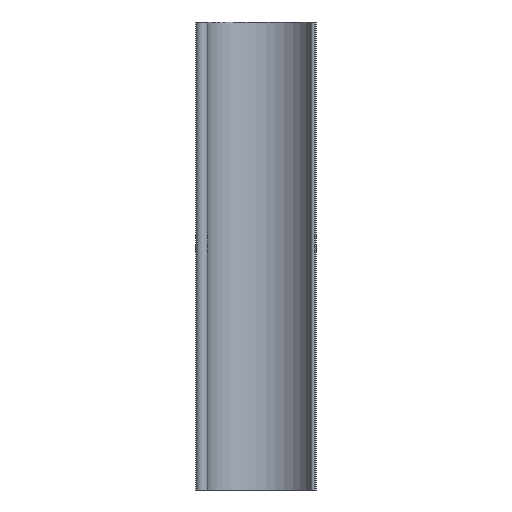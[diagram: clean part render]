
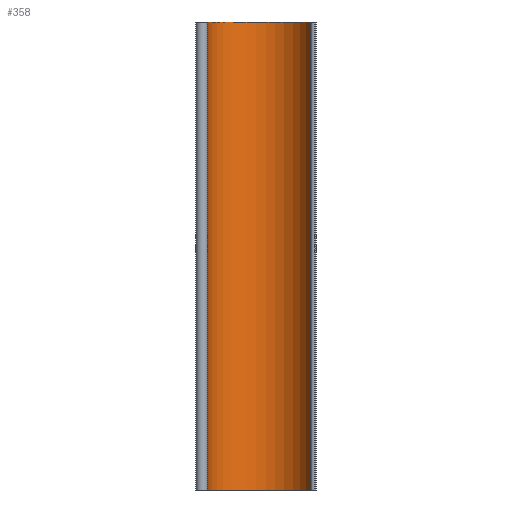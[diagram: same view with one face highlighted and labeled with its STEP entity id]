
A CAD part, left-side view. The second image highlights one B-rep face of the part: STEP entity #358.
In plain terms, the highlighted cylindrical face has radius 14 mm (diameter 28 mm), a partial arc.
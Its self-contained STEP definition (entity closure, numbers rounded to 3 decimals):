
#2 = FACE_OUTER_BOUND ( 'NONE', #608, .T. ) ;
#5 = EDGE_CURVE ( 'NONE', #57, #22, #615, .T. ) ;
#22 = VERTEX_POINT ( 'NONE', #146 ) ;
#32 = ORIENTED_EDGE ( 'NONE', *, *, #227, .F. ) ;
#57 = VERTEX_POINT ( 'NONE', #344 ) ;
#63 = DIRECTION ( 'NONE',  ( 0., 1., 0. ) ) ;
#87 = EDGE_CURVE ( 'NONE', #22, #659, #222, .T. ) ;
#96 = AXIS2_PLACEMENT_3D ( 'NONE', #421, #423, #480 ) ;
#106 = VECTOR ( 'NONE', #530, 1000. ) ;
#125 = ORIENTED_EDGE ( 'NONE', *, *, #5, .F. ) ;
#132 = LINE ( 'NONE', #466, #318 ) ;
#146 = CARTESIAN_POINT ( 'NONE',  ( 1.066, 13.959, 282.086 ) ) ;
#157 = CARTESIAN_POINT ( 'NONE',  ( 0., 0., 162.086 ) ) ;
#205 = DIRECTION ( 'NONE',  ( 0., 0., -1. ) ) ;
#222 = CIRCLE ( 'NONE', #261, 14. ) ;
#227 = EDGE_CURVE ( 'NONE', #659, #390, #132, .T. ) ;
#258 = CYLINDRICAL_SURFACE ( 'NONE', #96, 14. ) ;
#261 = AXIS2_PLACEMENT_3D ( 'NONE', #661, #360, #369 ) ;
#264 = EDGE_CURVE ( 'NONE', #57, #390, #519, .T. ) ;
#318 = VECTOR ( 'NONE', #467, 1000. ) ;
#344 = CARTESIAN_POINT ( 'NONE',  ( 1.066, 13.959, 162.086 ) ) ;
#358 = ADVANCED_FACE ( 'NONE', ( #2 ), #258, .F. ) ;
#360 = DIRECTION ( 'NONE',  ( 0., 0., -1. ) ) ;
#369 = DIRECTION ( 'NONE',  ( 0., 1., 0. ) ) ;
#390 = VERTEX_POINT ( 'NONE', #617 ) ;
#407 = ORIENTED_EDGE ( 'NONE', *, *, #87, .F. ) ;
#421 = CARTESIAN_POINT ( 'NONE',  ( 0., 0., 264.086 ) ) ;
#423 = DIRECTION ( 'NONE',  ( 0., 0., -1. ) ) ;
#447 = CARTESIAN_POINT ( 'NONE',  ( 6.056, -12.622, 282.086 ) ) ;
#466 = CARTESIAN_POINT ( 'NONE',  ( 6.056, -12.622, 264.086 ) ) ;
#467 = DIRECTION ( 'NONE',  ( 0., 0., -1. ) ) ;
#480 = DIRECTION ( 'NONE',  ( 0., 1., 0. ) ) ;
#519 = CIRCLE ( 'NONE', #650, 14. ) ;
#529 = ORIENTED_EDGE ( 'NONE', *, *, #264, .T. ) ;
#530 = DIRECTION ( 'NONE',  ( 0., 0., 1. ) ) ;
#540 = CARTESIAN_POINT ( 'NONE',  ( 1.066, 13.959, 264.086 ) ) ;
#608 = EDGE_LOOP ( 'NONE', ( #125, #529, #32, #407 ) ) ;
#615 = LINE ( 'NONE', #540, #106 ) ;
#617 = CARTESIAN_POINT ( 'NONE',  ( 6.056, -12.622, 162.086 ) ) ;
#650 = AXIS2_PLACEMENT_3D ( 'NONE', #157, #205, #63 ) ;
#659 = VERTEX_POINT ( 'NONE', #447 ) ;
#661 = CARTESIAN_POINT ( 'NONE',  ( 0., 0., 282.086 ) ) ;
